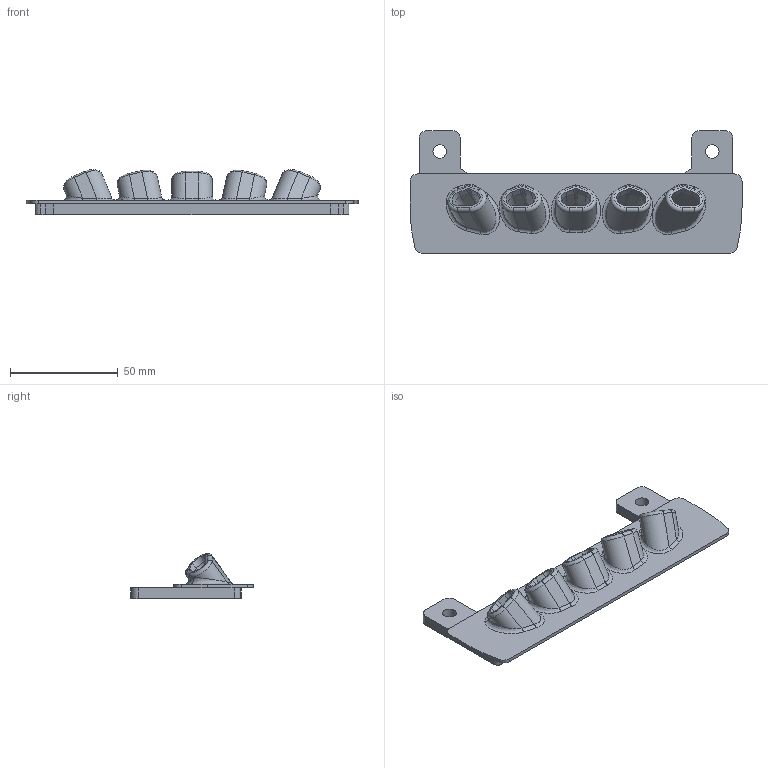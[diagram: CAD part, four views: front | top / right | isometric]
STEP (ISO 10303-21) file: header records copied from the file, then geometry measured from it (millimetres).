
FILE_DESCRIPTION(('Open CASCADE Model'),'2;1');
FILE_NAME('Open CASCADE Shape Model','2024-08-27T16:22:55',('Author'),( 'Open CASCADE'),'Open CASCADE STEP processor 7.7','Open CASCADE 7.7' ,'Unknown');
FILE_SCHEMA(('AUTOMOTIVE_DESIGN { 1 0 10303 214 1 1 1 1 }'));
Length unit declared in the file: millimetre
Products named in the file (1): Open CASCADE STEP translator 7.7 14
Bounding box: 154 x 56.8 x 20.91 mm (x, y, z)
Volume: 40058.8 mm3; surface area: 20925 mm2
Topology: 1 solids, 1 shells, 245 faces, 595 edges, 364 vertices
Faces by surface type: plane 95, cylinder 94, bspline 26, torus 15, cone 15
Full cylindrical faces by diameter (mm): 4.7 x2, 6.3 x2
Entity records: 19681 total; most frequent: CARTESIAN_POINT 7893, DIRECTION 2202, LINE 1303, VECTOR 1303, ORIENTED_EDGE 1190, PCURVE 1190, DEFINITIONAL_REPRESENTATION 1190, EDGE_CURVE 595
